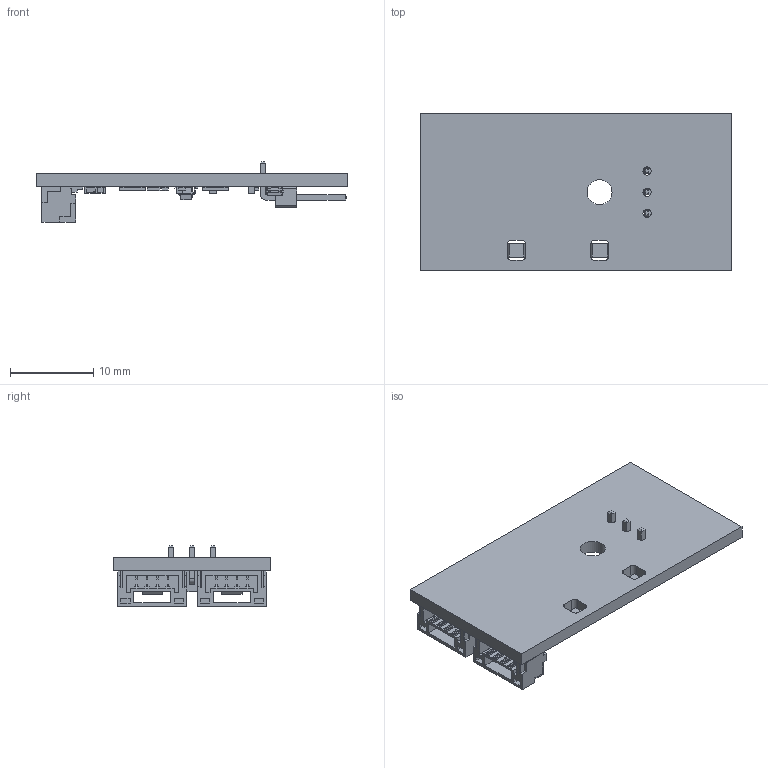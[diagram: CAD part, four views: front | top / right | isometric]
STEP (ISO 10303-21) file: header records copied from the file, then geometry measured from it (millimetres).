
FILE_DESCRIPTION(('KiCad electronic assembly'),'2;1');
FILE_NAME('TFRPM01.step','2023-05-26T13:29:24',('Pcbnew'),('Kicad'), 'Open CASCADE STEP processor 7.5','KiCad to STEP converter','Unknown' );
FILE_SCHEMA(('AUTOMOTIVE_DESIGN { 1 0 10303 214 1 1 1 1 }'));
Length unit declared in the file: millimetre
Products named in the file (20): TFRPM01 1; D_SOD-523; SOLID; R_0603_1608Metric; PinHeader_1x03_P2.54mm_Horizontal; SOT-23-5; C_0603_1608Metric; JST_GH_SM04B-GHS-TB_1x04-1MP_P1.25mm_Horizontal; R_0805_2012Metric; LED_1206_3216Metric; SOT-353_SC-70-5; tmpxhx1jlhb PCB
Assembly tree (30 placements, depth 3):
  TFRPM01 1
    D_SOD-523
      SOLID
    R_0603_1608Metric  x4
      SOLID
    PinHeader_1x03_P2.54mm_Horizontal
      SOLID
    SOT-23-5
      SOLID
    C_0603_1608Metric  x6
      SOLID
    JST_GH_SM04B-GHS-TB_1x04-1MP_P1.25mm_Horizontal  x2
      SOLID
    R_0805_2012Metric  x2
      SOLID
    LED_1206_3216Metric  x2
      SOLID
    SOT-353_SC-70-5
      SOLID
    tmpxhx1jlhb PCB
Bounding box: 37.5 x 19 x 7.25 mm (x, y, z)
Volume: 1366.6 mm3; surface area: 2538 mm2
Topology: 21 solids, 21 shells, 1181 faces, 3116 edges, 2014 vertices
Faces by surface type: plane 922, cylinder 191, bspline 68
Full cylindrical faces by diameter (mm): 1 x3, 3 x1
Entity records: 48925 total; most frequent: CARTESIAN_POINT 8329, DIRECTION 6512, LINE 4772, VECTOR 4772, ORIENTED_EDGE 3560, PCURVE 3560, DEFINITIONAL_REPRESENTATION 3560, EDGE_CURVE 1780
